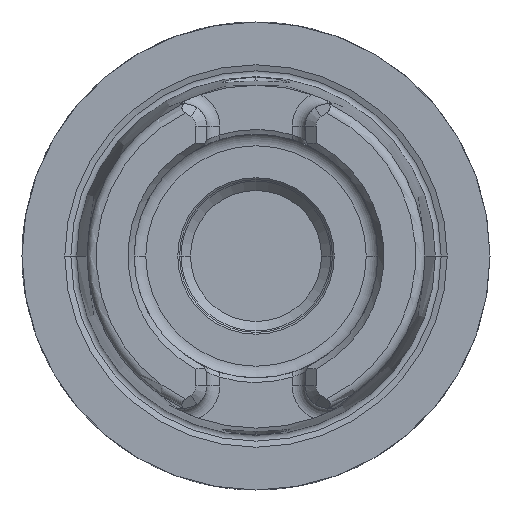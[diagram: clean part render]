
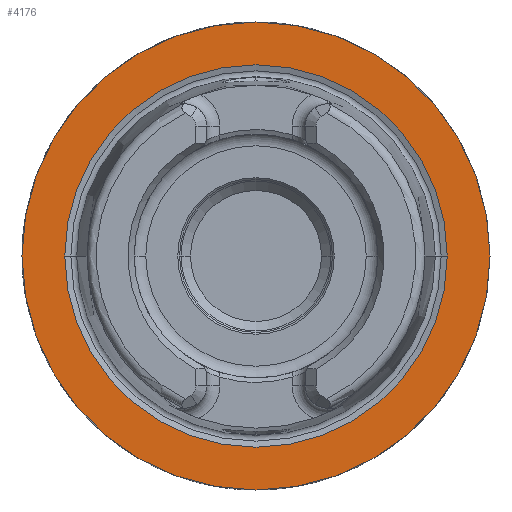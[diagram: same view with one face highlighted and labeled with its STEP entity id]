
A CAD part, left-side view. The second image highlights one B-rep face of the part: STEP entity #4176.
In plain terms, the highlighted planar face has unit normal (-1, 0, 0).
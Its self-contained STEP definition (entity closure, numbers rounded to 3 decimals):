
#867=CARTESIAN_POINT('',(0.,0.,0.));
#868=DIRECTION('',(1.,0.,0.));
#869=DIRECTION('',(0.,1.,0.));
#870=AXIS2_PLACEMENT_3D('',#867,#868,#869);
#872=CARTESIAN_POINT('',(0.,0.,0.));
#873=DIRECTION('',(-1.,0.,0.));
#874=DIRECTION('',(0.,1.,0.));
#875=AXIS2_PLACEMENT_3D('',#872,#873,#874);
#877=CARTESIAN_POINT('',(0.,0.,0.));
#878=DIRECTION('',(-1.,0.,0.));
#879=DIRECTION('',(0.,-1.,0.));
#880=AXIS2_PLACEMENT_3D('',#877,#878,#879);
#882=CARTESIAN_POINT('',(0.,0.,0.));
#883=DIRECTION('',(-1.,0.,0.));
#884=DIRECTION('',(0.,1.,0.));
#885=AXIS2_PLACEMENT_3D('',#882,#883,#884);
#2742=CARTESIAN_POINT('',(0.,-20.425,0.));
#2743=VERTEX_POINT('',#2742);
#2744=CARTESIAN_POINT('',(0.,20.425,0.));
#2745=VERTEX_POINT('',#2744);
#3084=CARTESIAN_POINT('',(0.,25.,0.));
#3085=CARTESIAN_POINT('',(0.,-25.,0.));
#3086=VERTEX_POINT('',#3084);
#3087=VERTEX_POINT('',#3085);
#4161=CARTESIAN_POINT('',(0.,0.,0.));
#4162=DIRECTION('',(1.,0.,0.));
#4163=DIRECTION('',(0.,-1.,0.));
#4164=AXIS2_PLACEMENT_3D('',#4161,#4162,#4163);
#4165=PLANE('',#4164);
#4167=ORIENTED_EDGE('',*,*,#4166,.T.);
#4169=ORIENTED_EDGE('',*,*,#4168,.F.);
#4170=EDGE_LOOP('',(#4167,#4169));
#4171=FACE_OUTER_BOUND('',#4170,.F.);
#4172=ORIENTED_EDGE('',*,*,#4156,.T.);
#4173=ORIENTED_EDGE('',*,*,#4140,.T.);
#4174=EDGE_LOOP('',(#4172,#4173));
#4175=FACE_BOUND('',#4174,.F.);
#4176=ADVANCED_FACE('',(#4171,#4175),#4165,.F.);
#871=CIRCLE('',#870,25.);
#876=CIRCLE('',#875,25.);
#881=CIRCLE('',#880,20.425);
#886=CIRCLE('',#885,20.425);
#4140=EDGE_CURVE('',#2745,#2743,#886,.T.);
#4156=EDGE_CURVE('',#2743,#2745,#881,.T.);
#4166=EDGE_CURVE('',#3086,#3087,#871,.T.);
#4168=EDGE_CURVE('',#3086,#3087,#876,.T.);
